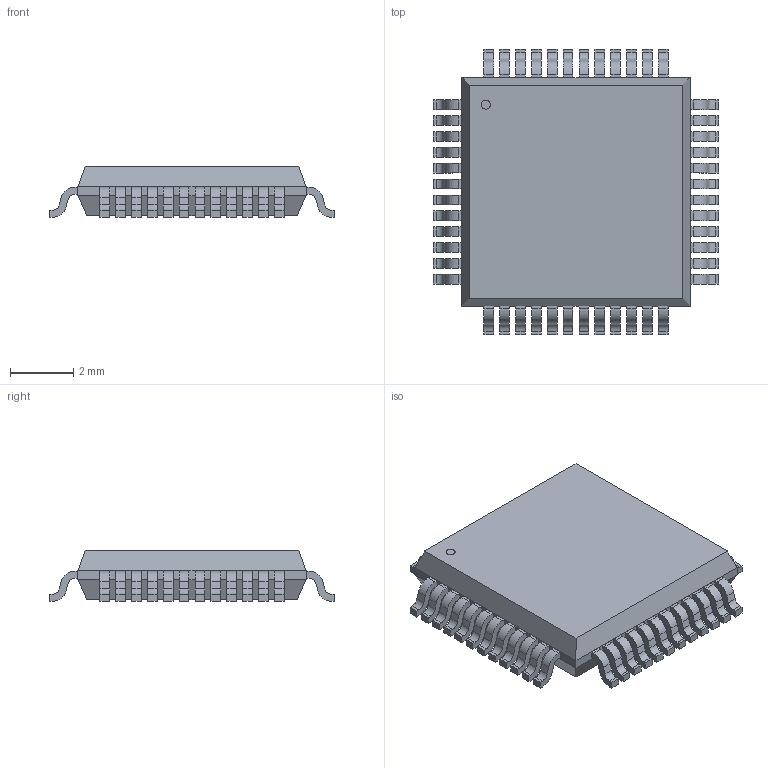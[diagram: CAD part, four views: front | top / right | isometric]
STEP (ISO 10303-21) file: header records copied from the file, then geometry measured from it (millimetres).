
FILE_DESCRIPTION(('STEP AP214'),'1');
FILE_NAME('LQFP48-7x7mm_STM','2024-04-16T09:37:58',(''),(''),'','','');
FILE_SCHEMA(('AUTOMOTIVE_DESIGN'));
Length unit declared in the file: millimetre
Products named in the file (1): product
Bounding box: 8.99 x 8.99 x 1.6 mm (x, y, z)
Volume: 79.8 mm3; surface area: 208.5 mm2
Topology: 50 solids, 50 shells, 689 faces, 1759 edges, 1170 vertices
Faces by surface type: plane 496, cylinder 193
Full cylindrical faces by diameter (mm): 0.288 x1
Entity records: 19949 total; most frequent: DIRECTION 3526, ORIENTED_EDGE 3516, CARTESIAN_POINT 2055, EDGE_CURVE 1758, LINE 1372, VECTOR 1372, VERTEX_POINT 1170, AXIS2_PLACEMENT_3D 1077
